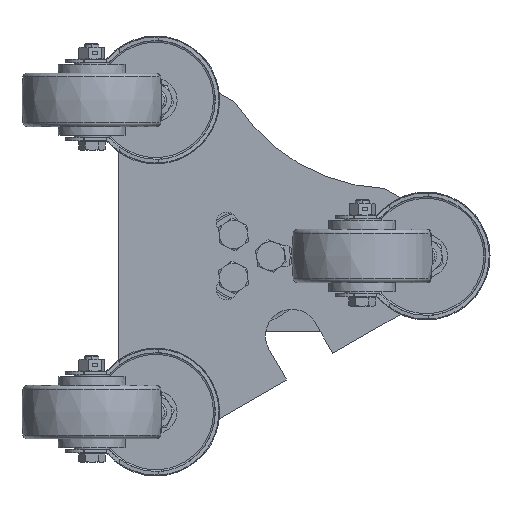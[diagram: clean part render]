
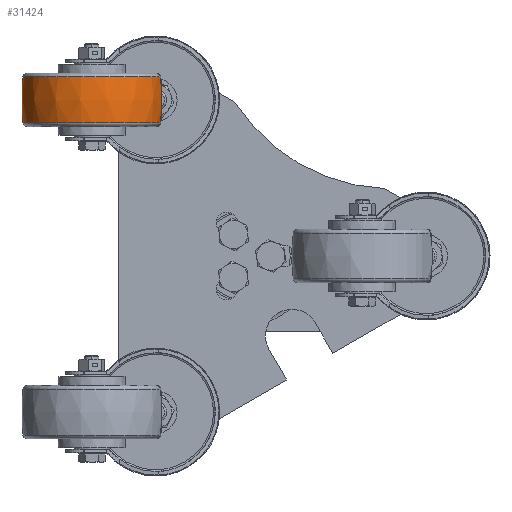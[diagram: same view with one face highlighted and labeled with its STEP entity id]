
A CAD part, front view. The second image highlights one B-rep face of the part: STEP entity #31424.
In plain terms, the highlighted free-form (B-spline) face has degree [2, 2] with [3, 9] control points.
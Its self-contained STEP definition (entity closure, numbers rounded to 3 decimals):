
#689 = AXIS2_PLACEMENT_3D ( 'NONE', #37402, #6004, #42688 ) ;
#1214 = CARTESIAN_POINT ( 'NONE',  ( -127.356, -102.393, 87.902 ) ) ;
#1372 = CARTESIAN_POINT ( 'NONE',  ( -46.144, -115.607, 87.902 ) ) ;
#1577 = CARTESIAN_POINT ( 'NONE',  ( -131.366, -141.128, 74.971 ) ) ;
#4586 = ORIENTED_EDGE ( 'NONE', *, *, #30770, .F. ) ;
#5932 = CARTESIAN_POINT ( 'NONE',  ( -48.378, -115.244, 100.833 ) ) ;
#6004 = DIRECTION ( 'NONE',  ( 0., 0., 1. ) ) ;
#6792 = CARTESIAN_POINT ( 'NONE',  ( -125.122, -102.756, 74.971 ) ) ;
#7734 = ORIENTED_EDGE ( 'NONE', *, *, #62694, .F. ) ;
#9223 = DIRECTION ( 'NONE',  ( 0., 0., -1. ) ) ;
#9287 =( BOUNDED_SURFACE ( )  B_SPLINE_SURFACE ( 2, 2, ( 
 ( #54255, #38653, #27443, #11608, #49237, #22843, #64177, #43524, #28123 ),
 ( #43308, #32751, #33183, #48568, #1372, #64840, #17158, #27905, #38433 ),
 ( #27208, #54490, #58648, #53821, #59102, #27681, #32970, #1577, #6792 ) ),
 .UNSPECIFIED., .F., .T., .F. ) 
 B_SPLINE_SURFACE_WITH_KNOTS ( ( 3, 3 ),
 ( 3, 2, 2, 2, 3 ),
 ( -0.173, 0.173 ),
 ( -3.142, -1.571, 0., 1.571, 3.142 ),
 .UNSPECIFIED. ) 
 GEOMETRIC_REPRESENTATION_ITEM ( )  RATIONAL_B_SPLINE_SURFACE ( (
 ( 1., 0.707, 1., 0.707, 1., 0.707, 1., 0.707, 1.),
 ( 0.985, 0.697, 0.985, 0.697, 0.985, 0.697, 0.985, 0.697, 0.985),
 ( 1., 0.707, 1., 0.707, 1., 0.707, 1., 0.707, 1.) ) ) 
 REPRESENTATION_ITEM ( '' )  SURFACE ( )  );
#11608 = CARTESIAN_POINT ( 'NONE',  ( -42.134, -76.872, 100.833 ) ) ;
#11803 =( BOUNDED_CURVE ( )  B_SPLINE_CURVE ( 2, ( #5932, #42614, #31185 ),
 .UNSPECIFIED., .F., .F. ) 
 B_SPLINE_CURVE_WITH_KNOTS ( ( 3, 3 ),
 ( -0.173, 0.173 ),
 .UNSPECIFIED. ) 
 CURVE ( )  GEOMETRIC_REPRESENTATION_ITEM ( )  RATIONAL_B_SPLINE_CURVE ( ( 1., 0.985, 1. ) ) 
 REPRESENTATION_ITEM ( '' )  );
#14414 = AXIS2_PLACEMENT_3D ( 'NONE', #61540, #9223, #24609 ) ;
#17158 = CARTESIAN_POINT ( 'NONE',  ( -93.357, -149.606, 87.902 ) ) ;
#17251 = CARTESIAN_POINT ( 'NONE',  ( -48.378, -115.244, 100.833 ) ) ;
#20753 = CARTESIAN_POINT ( 'NONE',  ( -125.122, -102.756, 100.833 ) ) ;
#20978 = EDGE_LOOP ( 'NONE', ( #31894, #4586, #64005, #7734 ) ) ;
#21245 = CIRCLE ( 'NONE', #14414, 38.877 ) ;
#22843 = CARTESIAN_POINT ( 'NONE',  ( -54.622, -153.616, 100.833 ) ) ;
#24609 = DIRECTION ( 'NONE',  ( 0.161, 0.987, 0. ) ) ;
#25894 = CARTESIAN_POINT ( 'NONE',  ( -48.378, -115.244, 74.971 ) ) ;
#27208 = CARTESIAN_POINT ( 'NONE',  ( -125.122, -102.756, 74.971 ) ) ;
#27443 = CARTESIAN_POINT ( 'NONE',  ( -80.506, -70.628, 100.833 ) ) ;
#27681 = CARTESIAN_POINT ( 'NONE',  ( -54.622, -153.616, 74.971 ) ) ;
#27905 = CARTESIAN_POINT ( 'NONE',  ( -133.964, -142.999, 87.902 ) ) ;
#28123 = CARTESIAN_POINT ( 'NONE',  ( -125.122, -102.756, 100.833 ) ) ;
#29134 =( BOUNDED_CURVE ( )  B_SPLINE_CURVE ( 2, ( #52774, #1214, #53442 ),
 .UNSPECIFIED., .F., .F. ) 
 B_SPLINE_CURVE_WITH_KNOTS ( ( 3, 3 ),
 ( -0.173, 0.173 ),
 .UNSPECIFIED. ) 
 CURVE ( )  GEOMETRIC_REPRESENTATION_ITEM ( )  RATIONAL_B_SPLINE_CURVE ( ( 1., 0.985, 1. ) ) 
 REPRESENTATION_ITEM ( '' )  );
#30770 = EDGE_CURVE ( 'NONE', #41473, #34917, #42950, .T. ) ;
#31185 = CARTESIAN_POINT ( 'NONE',  ( -48.378, -115.244, 74.971 ) ) ;
#31424 = ADVANCED_FACE ( 'NONE', ( #49394 ), #9287, .F. ) ;
#31894 = ORIENTED_EDGE ( 'NONE', *, *, #63507, .F. ) ;
#32751 = CARTESIAN_POINT ( 'NONE',  ( -120.749, -61.786, 87.902 ) ) ;
#32970 = CARTESIAN_POINT ( 'NONE',  ( -92.994, -147.372, 74.971 ) ) ;
#33183 = CARTESIAN_POINT ( 'NONE',  ( -80.143, -68.394, 87.902 ) ) ;
#34917 = VERTEX_POINT ( 'NONE', #17251 ) ;
#37402 = CARTESIAN_POINT ( 'NONE',  ( -86.75, -109., 100.833 ) ) ;
#38433 = CARTESIAN_POINT ( 'NONE',  ( -127.356, -102.393, 87.902 ) ) ;
#38653 = CARTESIAN_POINT ( 'NONE',  ( -118.878, -64.384, 100.833 ) ) ;
#40721 = VERTEX_POINT ( 'NONE', #25894 ) ;
#41473 = VERTEX_POINT ( 'NONE', #20753 ) ;
#42614 = CARTESIAN_POINT ( 'NONE',  ( -46.144, -115.607, 87.902 ) ) ;
#42688 = DIRECTION ( 'NONE',  ( 0.161, 0.987, 0. ) ) ;
#42950 = CIRCLE ( 'NONE', #689, 38.877 ) ;
#43308 = CARTESIAN_POINT ( 'NONE',  ( -127.356, -102.393, 87.902 ) ) ;
#43524 = CARTESIAN_POINT ( 'NONE',  ( -131.366, -141.128, 100.833 ) ) ;
#48568 = CARTESIAN_POINT ( 'NONE',  ( -39.536, -75.001, 87.902 ) ) ;
#49237 = CARTESIAN_POINT ( 'NONE',  ( -48.378, -115.244, 100.833 ) ) ;
#49332 = EDGE_CURVE ( 'NONE', #41473, #57581, #29134, .T. ) ;
#49394 = FACE_OUTER_BOUND ( 'NONE', #20978, .T. ) ;
#52774 = CARTESIAN_POINT ( 'NONE',  ( -125.122, -102.756, 100.833 ) ) ;
#53442 = CARTESIAN_POINT ( 'NONE',  ( -125.122, -102.756, 74.971 ) ) ;
#53821 = CARTESIAN_POINT ( 'NONE',  ( -42.134, -76.872, 74.971 ) ) ;
#54255 = CARTESIAN_POINT ( 'NONE',  ( -125.122, -102.756, 100.833 ) ) ;
#54490 = CARTESIAN_POINT ( 'NONE',  ( -118.878, -64.384, 74.971 ) ) ;
#57581 = VERTEX_POINT ( 'NONE', #60808 ) ;
#58648 = CARTESIAN_POINT ( 'NONE',  ( -80.506, -70.628, 74.971 ) ) ;
#59102 = CARTESIAN_POINT ( 'NONE',  ( -48.378, -115.244, 74.971 ) ) ;
#60808 = CARTESIAN_POINT ( 'NONE',  ( -125.122, -102.756, 74.971 ) ) ;
#61540 = CARTESIAN_POINT ( 'NONE',  ( -86.75, -109., 74.971 ) ) ;
#62694 = EDGE_CURVE ( 'NONE', #40721, #57581, #21245, .T. ) ;
#63507 = EDGE_CURVE ( 'NONE', #34917, #40721, #11803, .T. ) ;
#64005 = ORIENTED_EDGE ( 'NONE', *, *, #49332, .T. ) ;
#64177 = CARTESIAN_POINT ( 'NONE',  ( -92.994, -147.372, 100.833 ) ) ;
#64840 = CARTESIAN_POINT ( 'NONE',  ( -52.751, -156.214, 87.902 ) ) ;
